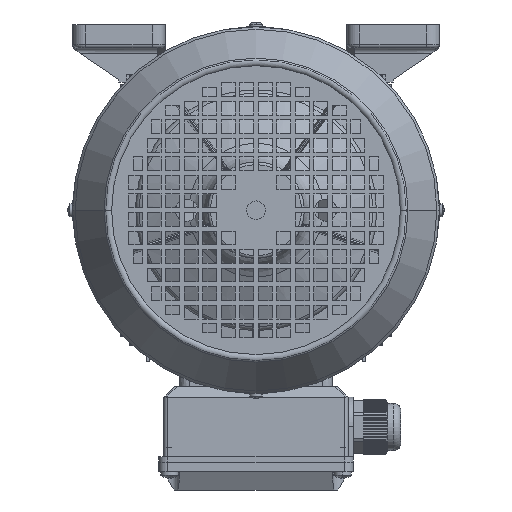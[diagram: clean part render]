
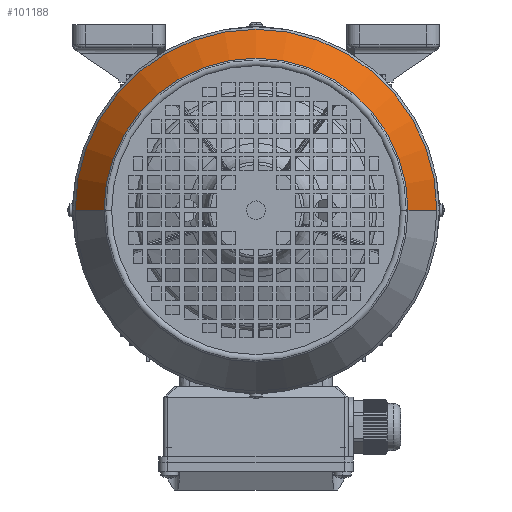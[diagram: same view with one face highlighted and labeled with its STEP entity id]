
A CAD part, front view. The second image highlights one B-rep face of the part: STEP entity #101188.
In plain terms, the highlighted conical face has half-angle 33 degrees and reference radius 97.588 mm.
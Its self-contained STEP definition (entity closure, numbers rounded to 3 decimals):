
#80371 = CIRCLE ( 'NONE', #80479, 82.013 ) ;
#80385 = CARTESIAN_POINT ( 'NONE',  ( 82.013, 0., 58.637 ) ) ;
#80446 = CARTESIAN_POINT ( 'NONE',  ( -82.013, 0., 58.637 ) ) ;
#80474 = DIRECTION ( 'NONE',  ( -1., 0., 0. ) ) ;
#80476 = DIRECTION ( 'NONE',  ( 0., 0., -1. ) ) ;
#80478 = CARTESIAN_POINT ( 'NONE',  ( 0., 0., 58.637 ) ) ;
#80479 = AXIS2_PLACEMENT_3D ( 'NONE', #80478, #80476, #80474 ) ;
#80565 = DIRECTION ( 'NONE',  ( -0.545, 0., -0.839 ) ) ;
#80567 = VECTOR ( 'NONE', #80565, 1000. ) ;
#80569 = CARTESIAN_POINT ( 'NONE',  ( -97.588, 0., 34.653 ) ) ;
#80571 = LINE ( 'NONE', #80569, #80567 ) ;
#80598 = CARTESIAN_POINT ( 'NONE',  ( -97.588, 0., 34.653 ) ) ;
#80599 = DIRECTION ( 'NONE',  ( -1., 0., 0. ) ) ;
#80601 = DIRECTION ( 'NONE',  ( 0., 0., -1. ) ) ;
#80602 = CARTESIAN_POINT ( 'NONE',  ( 0., 0., 34.653 ) ) ;
#80604 = AXIS2_PLACEMENT_3D ( 'NONE', #80602, #80601, #80599 ) ;
#80606 = CIRCLE ( 'NONE', #80604, 97.588 ) ;
#80849 = CONICAL_SURFACE ( 'NONE', #80853, 97.588, 0.576 ) ;
#80850 = FACE_OUTER_BOUND ( 'NONE', #101105, .T. ) ;
#80853 = AXIS2_PLACEMENT_3D ( 'NONE', #80879, #80878, #80876 ) ;
#80876 = DIRECTION ( 'NONE',  ( -1., 0., 0. ) ) ;
#80878 = DIRECTION ( 'NONE',  ( 0., 0., -1. ) ) ;
#80879 = CARTESIAN_POINT ( 'NONE',  ( 0., 0., 34.653 ) ) ;
#80936 = CARTESIAN_POINT ( 'NONE',  ( 97.588, 0., 34.653 ) ) ;
#80938 = DIRECTION ( 'NONE',  ( 0.545, 0., -0.839 ) ) ;
#80940 = VECTOR ( 'NONE', #80938, 1000. ) ;
#80942 = CARTESIAN_POINT ( 'NONE',  ( 97.588, 0., 34.653 ) ) ;
#80944 = LINE ( 'NONE', #80942, #80940 ) ;
#101094 = VERTEX_POINT ( 'NONE', #80385 ) ;
#101102 = EDGE_CURVE ( 'NONE', #101104, #101094, #80371, .T. ) ;
#101104 = VERTEX_POINT ( 'NONE', #80446 ) ;
#101105 = EDGE_LOOP ( 'NONE', ( #101192, #101195, #101125, #101134 ) ) ;
#101125 = ORIENTED_EDGE ( 'NONE', *, *, #101127, .F. ) ;
#101127 = EDGE_CURVE ( 'NONE', #101129, #101200, #80606, .T. ) ;
#101129 = VERTEX_POINT ( 'NONE', #80598 ) ;
#101134 = ORIENTED_EDGE ( 'NONE', *, *, #101136, .F. ) ;
#101136 = EDGE_CURVE ( 'NONE', #101104, #101129, #80571, .T. ) ;
#101188 = ADVANCED_FACE ( 'NONE', ( #80850 ), #80849, .T. ) ;
#101192 = ORIENTED_EDGE ( 'NONE', *, *, #101102, .T. ) ;
#101195 = ORIENTED_EDGE ( 'NONE', *, *, #101198, .T. ) ;
#101198 = EDGE_CURVE ( 'NONE', #101094, #101200, #80944, .T. ) ;
#101200 = VERTEX_POINT ( 'NONE', #80936 ) ;
